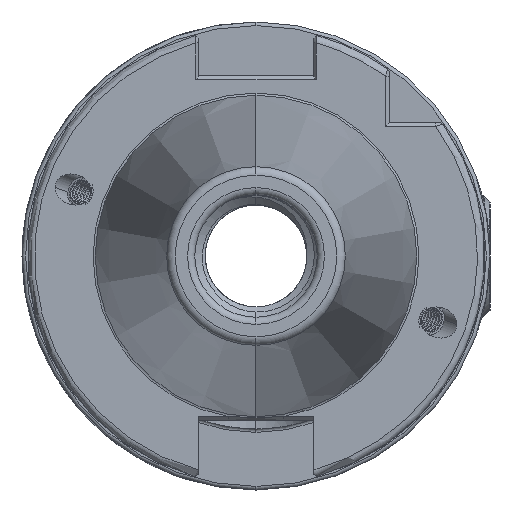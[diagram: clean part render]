
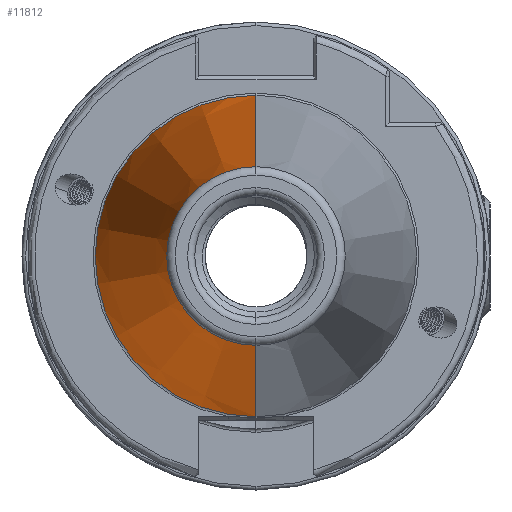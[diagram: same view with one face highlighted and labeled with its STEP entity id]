
A CAD part, left-side view. The second image highlights one B-rep face of the part: STEP entity #11812.
In plain terms, the highlighted conical face has half-angle 8.297 degrees and reference radius 22.692 mm.
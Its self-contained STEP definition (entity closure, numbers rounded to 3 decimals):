
#1100 = EDGE_CURVE ( 'NONE', #3102, #3158, #16218, .T. ) ;
#3013 = VERTEX_POINT ( 'NONE', #8405 ) ;
#3102 = VERTEX_POINT ( 'NONE', #8475 ) ;
#3132 = VERTEX_POINT ( 'NONE', #8465 ) ;
#3158 = VERTEX_POINT ( 'NONE', #8477 ) ;
#5194 = DIRECTION ( 'NONE',  ( 0.99, 0., -0.144 ) ) ;
#5205 = CARTESIAN_POINT ( 'NONE',  ( 0., 0., -22.692 ) ) ;
#5231 = DIRECTION ( 'NONE',  ( 0., 0., -1. ) ) ;
#5257 = CARTESIAN_POINT ( 'NONE',  ( -2.5, 0., 0. ) ) ;
#5263 = CARTESIAN_POINT ( 'NONE',  ( 0., 0., 22.692 ) ) ;
#5269 = DIRECTION ( 'NONE',  ( 0.99, 0., 0.144 ) ) ;
#5275 = DIRECTION ( 'NONE',  ( 1., 0., 0. ) ) ;
#5491 = ORIENTED_EDGE ( 'NONE', *, *, #10756, .F. ) ;
#5515 = ORIENTED_EDGE ( 'NONE', *, *, #10751, .T. ) ;
#5555 = ORIENTED_EDGE ( 'NONE', *, *, #10742, .F. ) ;
#5561 = ORIENTED_EDGE ( 'NONE', *, *, #1100, .T. ) ;
#6185 = AXIS2_PLACEMENT_3D ( 'NONE', #16582, #16557, #16597 ) ;
#6375 = CIRCLE ( 'NONE', #9840, 22.327 ) ;
#6385 = VECTOR ( 'NONE', #5194, 1000. ) ;
#6387 = LINE ( 'NONE', #5205, #6385 ) ;
#6395 = LINE ( 'NONE', #5263, #6416 ) ;
#6416 = VECTOR ( 'NONE', #5269, 1000. ) ;
#6600 = FACE_OUTER_BOUND ( 'NONE', #22587, .T. ) ;
#6611 = CONICAL_SURFACE ( 'NONE', #9896, 22.692, 0.145 ) ;
#8405 = CARTESIAN_POINT ( 'NONE',  ( -2.5, 0., -22.327 ) ) ;
#8465 = CARTESIAN_POINT ( 'NONE',  ( -2.5, 0., 22.327 ) ) ;
#8475 = CARTESIAN_POINT ( 'NONE',  ( -70.573, 0., -12.4 ) ) ;
#8477 = CARTESIAN_POINT ( 'NONE',  ( -70.573, 0., 12.4 ) ) ;
#9840 = AXIS2_PLACEMENT_3D ( 'NONE', #5257, #5275, #5231 ) ;
#9896 = AXIS2_PLACEMENT_3D ( 'NONE', #10905, #10925, #10926 ) ;
#10742 = EDGE_CURVE ( 'NONE', #3102, #3013, #6387, .T. ) ;
#10751 = EDGE_CURVE ( 'NONE', #3158, #3132, #6395, .T. ) ;
#10756 = EDGE_CURVE ( 'NONE', #3013, #3132, #6375, .T. ) ;
#10905 = CARTESIAN_POINT ( 'NONE',  ( 0., 0., 0. ) ) ;
#10925 = DIRECTION ( 'NONE',  ( 1., 0., 0. ) ) ;
#10926 = DIRECTION ( 'NONE',  ( 0., 0., -1. ) ) ;
#11812 = ADVANCED_FACE ( 'NONE', ( #6600 ), #6611, .T. ) ;
#16218 = CIRCLE ( 'NONE', #6185, 12.4 ) ;
#16557 = DIRECTION ( 'NONE',  ( 1., 0., 0. ) ) ;
#16582 = CARTESIAN_POINT ( 'NONE',  ( -70.573, 0., 0. ) ) ;
#16597 = DIRECTION ( 'NONE',  ( 0., 0., 1. ) ) ;
#22587 = EDGE_LOOP ( 'NONE', ( #5561, #5515, #5491, #5555 ) ) ;
